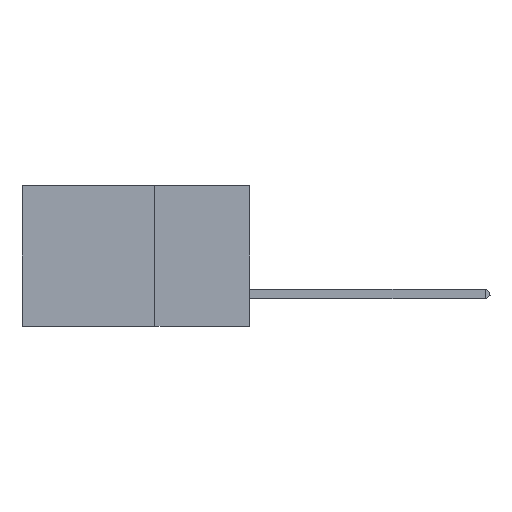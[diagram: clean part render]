
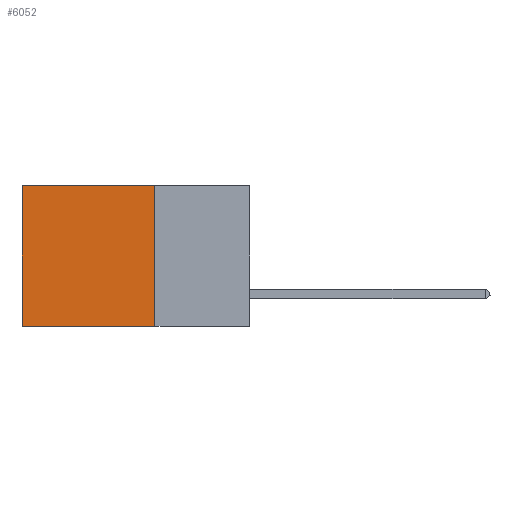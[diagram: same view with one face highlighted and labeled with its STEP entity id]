
A CAD part, left-side view. The second image highlights one B-rep face of the part: STEP entity #6052.
In plain terms, the highlighted planar face has unit normal (-1, 0, 0).
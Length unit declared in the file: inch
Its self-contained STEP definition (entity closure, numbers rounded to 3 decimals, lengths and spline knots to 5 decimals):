
#148 = LINE ( 'NONE', #8757, #5133 ) ;
#971 = CARTESIAN_POINT ( 'NONE',  ( 0.2875, 0.25, -0.37 ) ) ;
#2639 = ORIENTED_EDGE ( 'NONE', *, *, #8341, .T. ) ;
#3139 = DIRECTION ( 'NONE',  ( 0., 0., -1. ) ) ;
#5133 = VECTOR ( 'NONE', #20257, 39.37008 ) ;
#6052 = ADVANCED_FACE ( 'NONE', ( #14242 ), #9516, .F. ) ;
#8037 = CARTESIAN_POINT ( 'NONE',  ( 0.2875, 0.6, 0. ) ) ;
#8174 = DIRECTION ( 'NONE',  ( 0., 0., -1. ) ) ;
#8341 = EDGE_CURVE ( 'NONE', #9859, #12707, #148, .T. ) ;
#8757 = CARTESIAN_POINT ( 'NONE',  ( 0.2875, 0.25, 0. ) ) ;
#9516 = PLANE ( 'NONE',  #20947 ) ;
#9859 = VERTEX_POINT ( 'NONE', #13988 ) ;
#10007 = DIRECTION ( 'NONE',  ( 0., 0., -1. ) ) ;
#10762 = VERTEX_POINT ( 'NONE', #16022 ) ;
#11265 = VECTOR ( 'NONE', #17729, 39.37008 ) ;
#11713 = ORIENTED_EDGE ( 'NONE', *, *, #14046, .F. ) ;
#12405 = EDGE_CURVE ( 'NONE', #19616, #10762, #13082, .T. ) ;
#12707 = VERTEX_POINT ( 'NONE', #15689 ) ;
#12942 = CARTESIAN_POINT ( 'NONE',  ( 0.2875, 0.25, 0. ) ) ;
#13082 = LINE ( 'NONE', #971, #11265 ) ;
#13341 = VECTOR ( 'NONE', #3139, 39.37008 ) ;
#13988 = CARTESIAN_POINT ( 'NONE',  ( 0.2875, 0.25, 0. ) ) ;
#14046 = EDGE_CURVE ( 'NONE', #9859, #19616, #18826, .T. ) ;
#14242 = FACE_OUTER_BOUND ( 'NONE', #19199, .T. ) ;
#14877 = VECTOR ( 'NONE', #8174, 39.37008 ) ;
#15689 = CARTESIAN_POINT ( 'NONE',  ( 0.2875, 0.6, 0. ) ) ;
#16022 = CARTESIAN_POINT ( 'NONE',  ( 0.2875, 0.6, -0.37 ) ) ;
#16322 = DIRECTION ( 'NONE',  ( 1., 0., 0. ) ) ;
#17729 = DIRECTION ( 'NONE',  ( 0., 1., 0. ) ) ;
#18213 = ORIENTED_EDGE ( 'NONE', *, *, #12405, .F. ) ;
#18321 = LINE ( 'NONE', #8037, #13341 ) ;
#18416 = CARTESIAN_POINT ( 'NONE',  ( 0.2875, 0.25, 0. ) ) ;
#18826 = LINE ( 'NONE', #18416, #14877 ) ;
#19199 = EDGE_LOOP ( 'NONE', ( #20088, #18213, #11713, #2639 ) ) ;
#19326 = EDGE_CURVE ( 'NONE', #12707, #10762, #18321, .T. ) ;
#19616 = VERTEX_POINT ( 'NONE', #20935 ) ;
#20088 = ORIENTED_EDGE ( 'NONE', *, *, #19326, .T. ) ;
#20257 = DIRECTION ( 'NONE',  ( 0., 1., 0. ) ) ;
#20935 = CARTESIAN_POINT ( 'NONE',  ( 0.2875, 0.25, -0.37 ) ) ;
#20947 = AXIS2_PLACEMENT_3D ( 'NONE', #12942, #16322, #10007 ) ;
